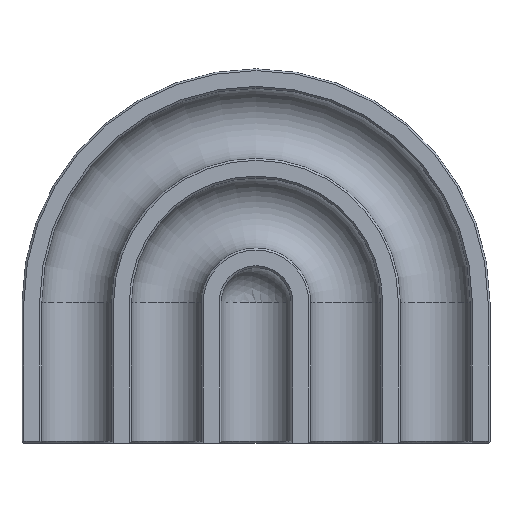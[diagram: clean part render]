
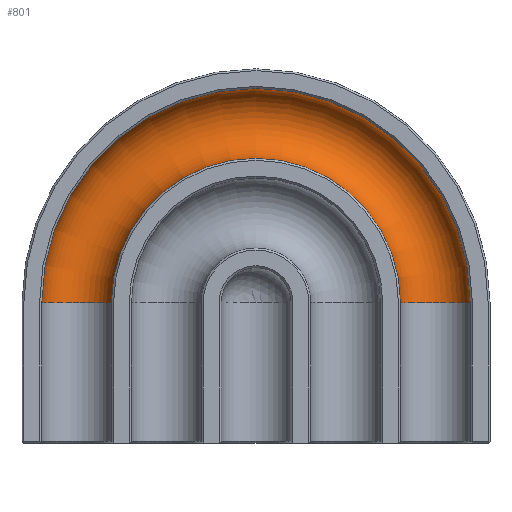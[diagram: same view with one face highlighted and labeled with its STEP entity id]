
A CAD part, top view. The second image highlights one B-rep face of the part: STEP entity #801.
In plain terms, the highlighted toroidal (fillet/blend) face has major radius 38.333 mm and minor radius 7.5 mm.
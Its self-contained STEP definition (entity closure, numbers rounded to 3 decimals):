
#18=TOROIDAL_SURFACE('',#899,38.333,7.5);
#62=CIRCLE('',#887,45.823);
#65=CIRCLE('',#894,30.844);
#67=CIRCLE('',#900,7.5);
#68=CIRCLE('',#901,7.5);
#128=FACE_OUTER_BOUND('',#181,.T.);
#181=EDGE_LOOP('',(#684,#685,#686,#687));
#380=VERTEX_POINT('',#1331);
#387=VERTEX_POINT('',#1367);
#389=VERTEX_POINT('',#1373);
#391=VERTEX_POINT('',#1387);
#490=EDGE_CURVE('',#387,#389,#62,.T.);
#498=EDGE_CURVE('',#380,#391,#65,.T.);
#502=EDGE_CURVE('',#391,#387,#67,.T.);
#503=EDGE_CURVE('',#380,#389,#68,.T.);
#684=ORIENTED_EDGE('',*,*,#490,.F.);
#685=ORIENTED_EDGE('',*,*,#502,.F.);
#686=ORIENTED_EDGE('',*,*,#498,.F.);
#687=ORIENTED_EDGE('',*,*,#503,.T.);
#801=ADVANCED_FACE('',(#128),#18,.F.);
#887=AXIS2_PLACEMENT_3D('',#1377,#1098,#1099);
#894=AXIS2_PLACEMENT_3D('',#1391,#1117,#1118);
#899=AXIS2_PLACEMENT_3D('',#1398,#1129,#1130);
#900=AXIS2_PLACEMENT_3D('',#1399,#1131,#1132);
#901=AXIS2_PLACEMENT_3D('',#1400,#1133,#1134);
#1098=DIRECTION('center_axis',(0.,0.,-1.));
#1099=DIRECTION('ref_axis',(-1.,0.,0.));
#1117=DIRECTION('center_axis',(0.,0.,1.));
#1118=DIRECTION('ref_axis',(-1.,0.,0.));
#1129=DIRECTION('center_axis',(0.,0.,-1.));
#1130=DIRECTION('ref_axis',(-1.,0.,0.));
#1131=DIRECTION('center_axis',(0.,1.,0.));
#1132=DIRECTION('ref_axis',(-1.,0.,0.));
#1133=DIRECTION('center_axis',(0.,-1.,0.));
#1134=DIRECTION('ref_axis',(1.,0.,0.));
#1331=CARTESIAN_POINT('',(30.844,0.,-0.4));
#1367=CARTESIAN_POINT('',(-45.823,0.,-0.4));
#1373=CARTESIAN_POINT('',(45.823,0.,-0.4));
#1377=CARTESIAN_POINT('Origin',(0.,0.,-0.4));
#1387=CARTESIAN_POINT('',(-30.844,0.,-0.4));
#1391=CARTESIAN_POINT('Origin',(0.,0.,-0.4));
#1398=CARTESIAN_POINT('Origin',(0.,0.,0.));
#1399=CARTESIAN_POINT('Origin',(-38.333,0.,0.));
#1400=CARTESIAN_POINT('Origin',(38.333,0.,0.));
